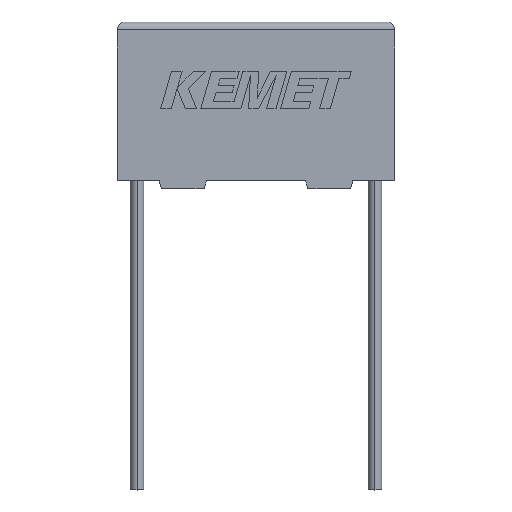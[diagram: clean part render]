
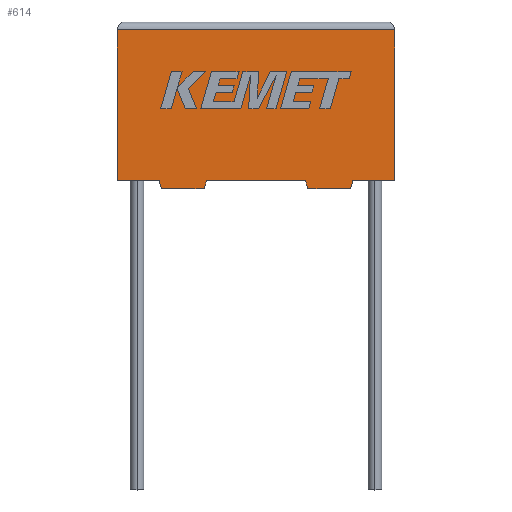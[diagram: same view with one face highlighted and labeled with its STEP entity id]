
A CAD part, top view. The second image highlights one B-rep face of the part: STEP entity #614.
In plain terms, the highlighted planar face has unit normal (0, 0, 1).
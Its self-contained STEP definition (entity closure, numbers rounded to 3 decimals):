
#90 = ORIENTED_EDGE ( 'NONE', *, *, #2684, .F. ) ;
#99 = DIRECTION ( 'NONE',  ( 1., 0., 0. ) ) ;
#110 = CARTESIAN_POINT ( 'NONE',  ( 5.478, -0.5, 4.5 ) ) ;
#158 = DIRECTION ( 'NONE',  ( -0.287, -0.958, 0. ) ) ;
#195 = CARTESIAN_POINT ( 'NONE',  ( 2.65, 0., 4.5 ) ) ;
#231 = VECTOR ( 'NONE', #573, 1000. ) ;
#323 = FACE_OUTER_BOUND ( 'NONE', #3144, .T. ) ;
#345 = PLANE ( 'NONE',  #3136 ) ;
#363 = CARTESIAN_POINT ( 'NONE',  ( 11.873, 0., 4.5 ) ) ;
#369 = VECTOR ( 'NONE', #3096, 1000. ) ;
#412 = DIRECTION ( 'NONE',  ( 0., -1., 0. ) ) ;
#438 = ORIENTED_EDGE ( 'NONE', *, *, #1278, .T. ) ;
#463 = VERTEX_POINT ( 'NONE', #1483 ) ;
#527 = VERTEX_POINT ( 'NONE', #1976 ) ;
#534 = DIRECTION ( 'NONE',  ( 0.287, -0.958, 0. ) ) ;
#539 = LINE ( 'NONE', #1590, #1378 ) ;
#573 = DIRECTION ( 'NONE',  ( 0., 1., 0. ) ) ;
#614 = ADVANCED_FACE ( 'NONE', ( #323 ), #345, .F. ) ;
#632 = DIRECTION ( 'NONE',  ( -0.287, 0.958, 0. ) ) ;
#673 = VECTOR ( 'NONE', #632, 1000. ) ;
#762 = EDGE_CURVE ( 'NONE', #1101, #1083, #2148, .T. ) ;
#834 = CARTESIAN_POINT ( 'NONE',  ( 0., 0., 4.5 ) ) ;
#873 = EDGE_CURVE ( 'NONE', #3059, #463, #2541, .T. ) ;
#886 = VERTEX_POINT ( 'NONE', #3165 ) ;
#912 = VECTOR ( 'NONE', #1931, 1000. ) ;
#921 = VERTEX_POINT ( 'NONE', #1684 ) ;
#925 = ORIENTED_EDGE ( 'NONE', *, *, #2596, .T. ) ;
#1060 = ORIENTED_EDGE ( 'NONE', *, *, #3130, .T. ) ;
#1065 = EDGE_CURVE ( 'NONE', #921, #1101, #539, .T. ) ;
#1083 = VERTEX_POINT ( 'NONE', #1194 ) ;
#1101 = VERTEX_POINT ( 'NONE', #2956 ) ;
#1155 = EDGE_CURVE ( 'NONE', #1436, #1250, #3071, .T. ) ;
#1194 = CARTESIAN_POINT ( 'NONE',  ( 12.023, -0.5, 4.5 ) ) ;
#1203 = CARTESIAN_POINT ( 'NONE',  ( 0., 9.5, 4.5 ) ) ;
#1250 = VERTEX_POINT ( 'NONE', #363 ) ;
#1278 = EDGE_CURVE ( 'NONE', #527, #2294, #1540, .T. ) ;
#1280 = LINE ( 'NONE', #2951, #912 ) ;
#1298 = DIRECTION ( 'NONE',  ( 1., 0., 0. ) ) ;
#1301 = CARTESIAN_POINT ( 'NONE',  ( 0., 0., 4.5 ) ) ;
#1313 = DIRECTION ( 'NONE',  ( -1., 0., 0. ) ) ;
#1366 = CARTESIAN_POINT ( 'NONE',  ( 12.023, -0.5, 4.5 ) ) ;
#1374 = ORIENTED_EDGE ( 'NONE', *, *, #1065, .F. ) ;
#1378 = VECTOR ( 'NONE', #158, 1000. ) ;
#1410 = VECTOR ( 'NONE', #2868, 1000. ) ;
#1416 = DIRECTION ( 'NONE',  ( 1., 0., 0. ) ) ;
#1436 = VERTEX_POINT ( 'NONE', #2218 ) ;
#1483 = CARTESIAN_POINT ( 'NONE',  ( 0., 0., 4.5 ) ) ;
#1540 = LINE ( 'NONE', #3093, #231 ) ;
#1548 = DIRECTION ( 'NONE',  ( 0., 0., -1. ) ) ;
#1590 = CARTESIAN_POINT ( 'NONE',  ( 14.85, 0., 4.5 ) ) ;
#1638 = ORIENTED_EDGE ( 'NONE', *, *, #2290, .T. ) ;
#1681 = ORIENTED_EDGE ( 'NONE', *, *, #2193, .T. ) ;
#1684 = CARTESIAN_POINT ( 'NONE',  ( 14.85, 0., 4.5 ) ) ;
#1727 = VECTOR ( 'NONE', #99, 1000. ) ;
#1765 = ORIENTED_EDGE ( 'NONE', *, *, #762, .F. ) ;
#1798 = ORIENTED_EDGE ( 'NONE', *, *, #3235, .T. ) ;
#1847 = VECTOR ( 'NONE', #1298, 1000. ) ;
#1931 = DIRECTION ( 'NONE',  ( 1., 0., 0. ) ) ;
#1976 = CARTESIAN_POINT ( 'NONE',  ( 17.5, 0., 4.5 ) ) ;
#2026 = CARTESIAN_POINT ( 'NONE',  ( 17.5, 9.5, 4.5 ) ) ;
#2071 = ORIENTED_EDGE ( 'NONE', *, *, #2423, .T. ) ;
#2073 = LINE ( 'NONE', #110, #1410 ) ;
#2148 = LINE ( 'NONE', #3106, #369 ) ;
#2152 = ORIENTED_EDGE ( 'NONE', *, *, #873, .T. ) ;
#2193 = EDGE_CURVE ( 'NONE', #2294, #3059, #3118, .T. ) ;
#2218 = CARTESIAN_POINT ( 'NONE',  ( 5.628, 0., 4.5 ) ) ;
#2290 = EDGE_CURVE ( 'NONE', #463, #3070, #2842, .T. ) ;
#2294 = VERTEX_POINT ( 'NONE', #2026 ) ;
#2323 = CARTESIAN_POINT ( 'NONE',  ( 2.65, 0., 4.5 ) ) ;
#2419 = LINE ( 'NONE', #3098, #1727 ) ;
#2423 = EDGE_CURVE ( 'NONE', #2469, #1436, #2073, .T. ) ;
#2469 = VERTEX_POINT ( 'NONE', #3073 ) ;
#2541 = LINE ( 'NONE', #2919, #2735 ) ;
#2586 = LINE ( 'NONE', #1366, #673 ) ;
#2596 = EDGE_CURVE ( 'NONE', #3070, #886, #3055, .T. ) ;
#2684 = EDGE_CURVE ( 'NONE', #1083, #1250, #2586, .T. ) ;
#2729 = VECTOR ( 'NONE', #2843, 1000. ) ;
#2735 = VECTOR ( 'NONE', #412, 1000. ) ;
#2815 = CARTESIAN_POINT ( 'NONE',  ( 0., 9.5, 4.5 ) ) ;
#2842 = LINE ( 'NONE', #834, #1847 ) ;
#2843 = DIRECTION ( 'NONE',  ( -1., 0., 0. ) ) ;
#2868 = DIRECTION ( 'NONE',  ( 0.287, 0.958, 0. ) ) ;
#2919 = CARTESIAN_POINT ( 'NONE',  ( 0., 0., 4.5 ) ) ;
#2936 = CARTESIAN_POINT ( 'NONE',  ( 0., 0., 4.5 ) ) ;
#2951 = CARTESIAN_POINT ( 'NONE',  ( 0., 0., 4.5 ) ) ;
#2956 = CARTESIAN_POINT ( 'NONE',  ( 14.7, -0.5, 4.5 ) ) ;
#2992 = VECTOR ( 'NONE', #534, 1000. ) ;
#3005 = VECTOR ( 'NONE', #1416, 1000. ) ;
#3055 = LINE ( 'NONE', #2323, #2992 ) ;
#3059 = VERTEX_POINT ( 'NONE', #2815 ) ;
#3070 = VERTEX_POINT ( 'NONE', #195 ) ;
#3071 = LINE ( 'NONE', #2936, #3005 ) ;
#3073 = CARTESIAN_POINT ( 'NONE',  ( 5.478, -0.5, 4.5 ) ) ;
#3093 = CARTESIAN_POINT ( 'NONE',  ( 17.5, 0., 4.5 ) ) ;
#3096 = DIRECTION ( 'NONE',  ( -1., 0., 0. ) ) ;
#3098 = CARTESIAN_POINT ( 'NONE',  ( 2.8, -0.5, 4.5 ) ) ;
#3106 = CARTESIAN_POINT ( 'NONE',  ( 14.7, -0.5, 4.5 ) ) ;
#3118 = LINE ( 'NONE', #1203, #2729 ) ;
#3130 = EDGE_CURVE ( 'NONE', #921, #527, #1280, .T. ) ;
#3136 = AXIS2_PLACEMENT_3D ( 'NONE', #1301, #1548, #1313 ) ;
#3144 = EDGE_LOOP ( 'NONE', ( #438, #1681, #2152, #1638, #925, #1798, #2071, #3246, #90, #1765, #1374, #1060 ) ) ;
#3165 = CARTESIAN_POINT ( 'NONE',  ( 2.8, -0.5, 4.5 ) ) ;
#3235 = EDGE_CURVE ( 'NONE', #886, #2469, #2419, .T. ) ;
#3246 = ORIENTED_EDGE ( 'NONE', *, *, #1155, .T. ) ;
